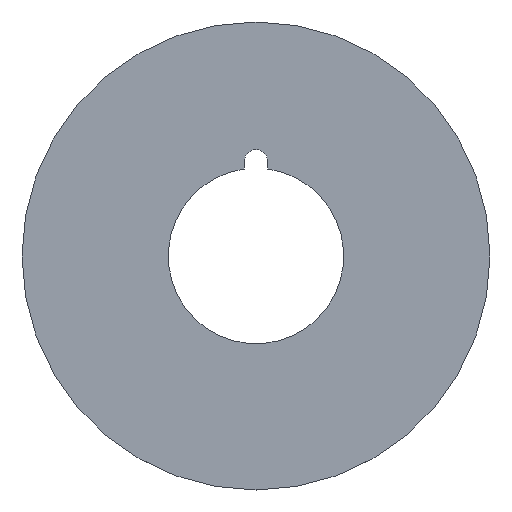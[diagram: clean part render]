
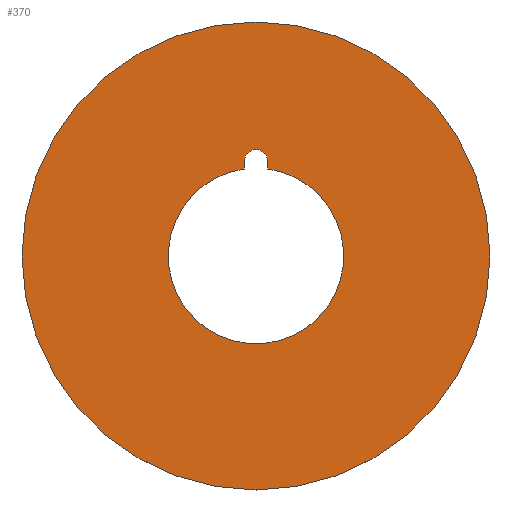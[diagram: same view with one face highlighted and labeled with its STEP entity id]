
A CAD part, top view. The second image highlights one B-rep face of the part: STEP entity #370.
In plain terms, the highlighted planar face has unit normal (0, 0, 1).
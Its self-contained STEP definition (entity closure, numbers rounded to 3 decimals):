
#132=CARTESIAN_POINT('',(0.0,-30.,0.0));
#133=VERTEX_POINT('',#132);
#158=CARTESIAN_POINT('',(0.,30.,0.0));
#159=VERTEX_POINT('',#158);
#166=CARTESIAN_POINT('',(30.,0.0,0.0));
#167=VERTEX_POINT('',#166);
#168=CARTESIAN_POINT('',(0.0,0.0,0.0));
#169=DIRECTION('',(0.0,0.0,1.0));
#170=DIRECTION('',(0.0,-1.0,0.0));
#171=AXIS2_PLACEMENT_3D('',#168,#169,#170);
#172=CIRCLE('',#171,30.);
#173=EDGE_CURVE('',#167,#159,#172,.T.);
#175=CARTESIAN_POINT('',(0.0,0.0,0.0));
#176=DIRECTION('',(0.0,0.0,1.0));
#177=DIRECTION('',(0.0,-1.0,0.0));
#178=AXIS2_PLACEMENT_3D('',#175,#176,#177);
#179=CIRCLE('',#178,30.);
#180=EDGE_CURVE('',#133,#167,#179,.T.);
#201=CARTESIAN_POINT('',(1.5,12.142,0.0));
#202=VERTEX_POINT('',#201);
#209=CARTESIAN_POINT('',(-1.5,12.142,0.0));
#210=VERTEX_POINT('',#209);
#211=CARTESIAN_POINT('',(0.,12.142,0.0));
#212=DIRECTION('',(0.0,0.0,-1.0));
#213=DIRECTION('',(0.0,1.0,0.0));
#214=AXIS2_PLACEMENT_3D('',#211,#212,#213);
#215=CIRCLE('',#214,1.5);
#216=EDGE_CURVE('',#210,#202,#215,.T.);
#240=CARTESIAN_POINT('',(1.5,11.15,0.0));
#241=VERTEX_POINT('',#240);
#248=CARTESIAN_POINT('',(1.5,12.142,0.0));
#249=DIRECTION('',(0.0,-1.0,0.0));
#250=VECTOR('',#249,0.993);
#251=LINE('',#248,#250);
#252=EDGE_CURVE('',#202,#241,#251,.T.);
#272=CARTESIAN_POINT('',(-1.5,11.15,0.0));
#273=VERTEX_POINT('',#272);
#280=CARTESIAN_POINT('',(0.,0.,0.0));
#281=DIRECTION('',(0.0,0.0,-1.0));
#282=DIRECTION('',(0.0,-1.0,0.0));
#283=AXIS2_PLACEMENT_3D('',#280,#281,#282);
#284=CIRCLE('',#283,11.251);
#285=EDGE_CURVE('',#241,#273,#284,.T.);
#303=CARTESIAN_POINT('',(-1.5,11.15,0.0));
#304=DIRECTION('',(0.0,1.0,0.0));
#305=VECTOR('',#304,0.993);
#306=LINE('',#303,#305);
#307=EDGE_CURVE('',#273,#210,#306,.T.);
#319=CARTESIAN_POINT('',(0.0,0.0,0.0));
#320=DIRECTION('',(0.0,0.0,1.0));
#321=DIRECTION('',(0.0,-1.0,0.0));
#322=AXIS2_PLACEMENT_3D('',#319,#320,#321);
#323=CIRCLE('',#322,30.);
#324=EDGE_CURVE('',#159,#133,#323,.T.);
#354=CARTESIAN_POINT('',(0.0,0.0,0.0));
#355=DIRECTION('',(0.0,0.0,1.0));
#356=DIRECTION('',(1.0,0.0,0.0));
#357=AXIS2_PLACEMENT_3D('',#354,#355,#356);
#358=PLANE('',#357);
#359=ORIENTED_EDGE('',*,*,#173,.T.);
#360=ORIENTED_EDGE('',*,*,#324,.T.);
#361=ORIENTED_EDGE('',*,*,#180,.T.);
#362=EDGE_LOOP('',(#359,#360,#361));
#363=FACE_OUTER_BOUND('',#362,.T.);
#364=ORIENTED_EDGE('',*,*,#307,.T.);
#365=ORIENTED_EDGE('',*,*,#216,.T.);
#366=ORIENTED_EDGE('',*,*,#252,.T.);
#367=ORIENTED_EDGE('',*,*,#285,.T.);
#368=EDGE_LOOP('',(#364,#365,#366,#367));
#369=FACE_BOUND('',#368,.T.);
#370=ADVANCED_FACE('',(#363,#369),#358,.T.);
